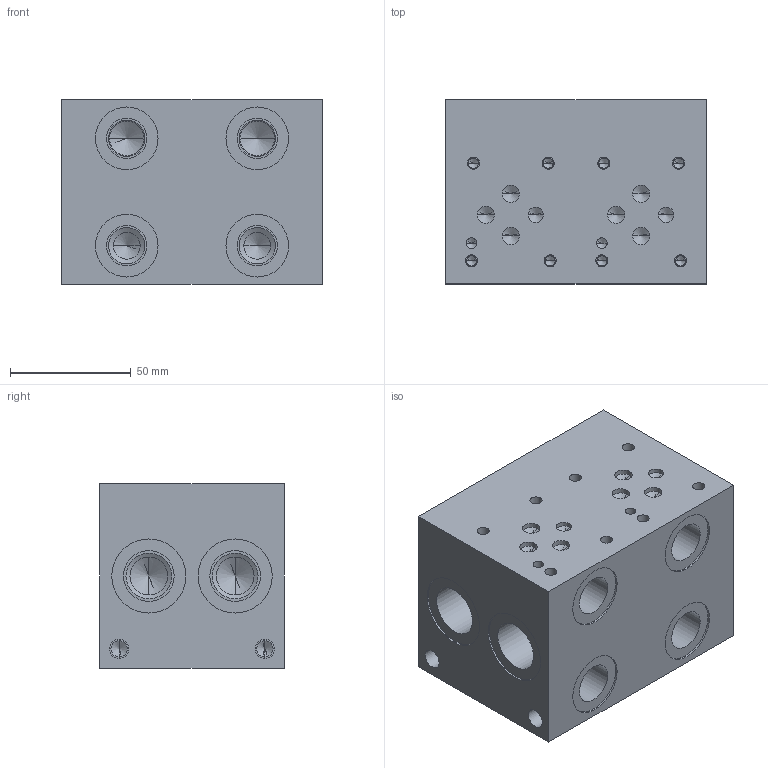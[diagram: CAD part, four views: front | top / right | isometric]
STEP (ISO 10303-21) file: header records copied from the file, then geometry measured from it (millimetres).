
FILE_DESCRIPTION((''),'2;1');
FILE_NAME('AD03P022B_C.stp','2008-10-13T10:55:41',('juliea'),(''),'Autodesk Inventor 2009','Autodesk Inventor 2009','');
FILE_SCHEMA(('AUTOMOTIVE_DESIGN { 1 0 10303 214 1 1 1 1 }'));
Length unit declared in the file: inch
Products named in the file (1): AD03P022B_C
Bounding box: 107.95 x 76.2 x 76.2 mm (x, y, z)
Volume: 537320.9 mm3; surface area: 66822.7 mm2
Topology: 1 solids, 1 shells, 181 faces, 393 edges, 214 vertices
Faces by surface type: cylinder 72, cone 72, plane 37
Full cylindrical faces by diameter (mm): 4.216 x8, 4.369 x2, 5.004 x8, 6.35 x2, 6.756 x4, 7.137 x6, 8.001 x4, 11.125 x2, 14.275 x3, 15.062 x4, 15.672 x4, 15.875 x1, 16.662 x4, 18.923 x4, 20.574 x1, 20.955 x4, 22.225 x1, 24.003 x1, 25.933 x4, 30.175 x1, 30.683 x4
Entity records: 4118 total; most frequent: DIRECTION 788, CARTESIAN_POINT 645, ORIENTED_EDGE 498, AXIS2_PLACEMENT_3D 357, EDGE_LOOP 325, EDGE_CURVE 249, VERTEX_POINT 214, FACE_OUTER_BOUND 181
